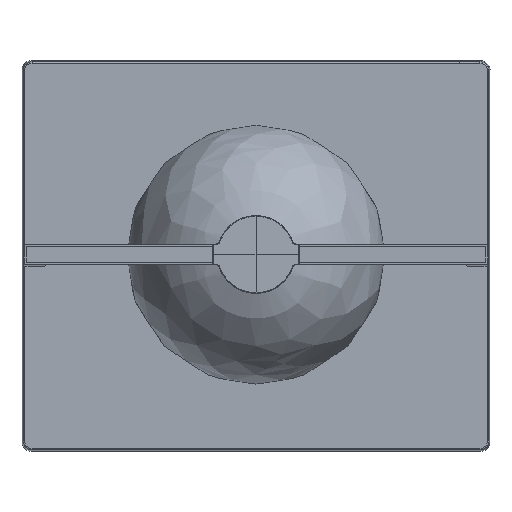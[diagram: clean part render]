
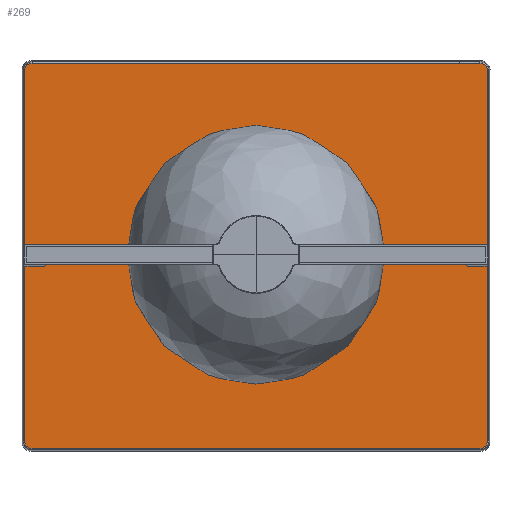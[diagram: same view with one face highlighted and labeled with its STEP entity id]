
A CAD part, top view. The second image highlights one B-rep face of the part: STEP entity #269.
In plain terms, the highlighted planar face has unit normal (0, 0, 1).
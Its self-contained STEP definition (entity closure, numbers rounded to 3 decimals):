
#269=ADVANCED_FACE('',(#534),#4047,.T.);
#534=FACE_OUTER_BOUND('',#805,.T.);
#805=EDGE_LOOP('',(#1624,#1625,#1626,#1627,#1628,#1629,#1630,#1631,#1632,
#1633,#1634));
#1624=ORIENTED_EDGE('',*,*,#2521,.F.);
#1625=ORIENTED_EDGE('',*,*,#2519,.F.);
#1626=ORIENTED_EDGE('',*,*,#2517,.F.);
#1627=ORIENTED_EDGE('',*,*,#2514,.T.);
#1628=ORIENTED_EDGE('',*,*,#2511,.T.);
#1629=ORIENTED_EDGE('',*,*,#2508,.F.);
#1630=ORIENTED_EDGE('',*,*,#2543,.F.);
#1631=ORIENTED_EDGE('',*,*,#2545,.F.);
#1632=ORIENTED_EDGE('',*,*,#2504,.F.);
#1633=ORIENTED_EDGE('',*,*,#2505,.F.);
#1634=ORIENTED_EDGE('',*,*,#2523,.T.);
#2504=EDGE_CURVE('',#3642,#3640,#3269,.T.);
#2505=EDGE_CURVE('',#3643,#3642,#2966,.T.);
#2508=EDGE_CURVE('',#3644,#3645,#2968,.T.);
#2511=EDGE_CURVE('',#3646,#3645,#2971,.T.);
#2514=EDGE_CURVE('',#3648,#3646,#2973,.T.);
#2517=EDGE_CURVE('',#3648,#3649,#2975,.T.);
#2519=EDGE_CURVE('',#3649,#3650,#2977,.T.);
#2521=EDGE_CURVE('',#3650,#3651,#2979,.T.);
#2523=EDGE_CURVE('',#3643,#3651,#2981,.T.);
#2543=EDGE_CURVE('',#3659,#3644,#2990,.T.);
#2545=EDGE_CURVE('',#3640,#3659,#2992,.T.);
#2966=(
BOUNDED_CURVE()
B_SPLINE_CURVE(3,(#10147,#10148,#10149,#10150),.UNSPECIFIED.,.F.,.F.)
B_SPLINE_CURVE_WITH_KNOTS((4,4),(628.263,636.073),
 .UNSPECIFIED.)
CURVE()
GEOMETRIC_REPRESENTATION_ITEM()
RATIONAL_B_SPLINE_CURVE((1.,1.,1.,1.))
REPRESENTATION_ITEM('')
);
#2968=(
BOUNDED_CURVE()
B_SPLINE_CURVE(3,(#10157,#10158,#10159,#10160),.UNSPECIFIED.,.F.,.F.)
B_SPLINE_CURVE_WITH_KNOTS((4,4),(802.281,945.299),
 .UNSPECIFIED.)
CURVE()
GEOMETRIC_REPRESENTATION_ITEM()
RATIONAL_B_SPLINE_CURVE((1.,1.,1.,1.))
REPRESENTATION_ITEM('')
);
#2971=(
BOUNDED_CURVE()
B_SPLINE_CURVE(3,(#10169,#10170,#10171,#10172,#10173,#10174,#10175,#10176,
#10177,#10178,#10179,#10180,#10181,#10182),.UNSPECIFIED.,.F.,.F.)
B_SPLINE_CURVE_WITH_KNOTS((4,2,2,2,2,2,4),(-946.299,-946.286,
-946.114,-945.799,-945.581,-945.313,
-945.299),.UNSPECIFIED.)
CURVE()
GEOMETRIC_REPRESENTATION_ITEM()
RATIONAL_B_SPLINE_CURVE((1.,1.,1.,1.,1.,1.,1.,1.,1.,1.,1.,1.,1.,1.))
REPRESENTATION_ITEM('')
);
#2973=(
BOUNDED_CURVE()
B_SPLINE_CURVE(3,(#10189,#10190,#10191,#10192),.UNSPECIFIED.,.F.,.F.)
B_SPLINE_CURVE_WITH_KNOTS((4,4),(-1111.508,-946.299),
 .UNSPECIFIED.)
CURVE()
GEOMETRIC_REPRESENTATION_ITEM()
RATIONAL_B_SPLINE_CURVE((1.,1.,1.,1.))
REPRESENTATION_ITEM('')
);
#2975=(
BOUNDED_CURVE()
B_SPLINE_CURVE(3,(#10202,#10203,#10204,#10205),.UNSPECIFIED.,.F.,.F.)
B_SPLINE_CURVE_WITH_KNOTS((4,4),(1111.508,1119.318),
 .UNSPECIFIED.)
CURVE()
GEOMETRIC_REPRESENTATION_ITEM()
RATIONAL_B_SPLINE_CURVE((1.,1.,1.,1.))
REPRESENTATION_ITEM('')
);
#2977=(
BOUNDED_CURVE()
B_SPLINE_CURVE(3,(#10210,#10211,#10212,#10213,#10214,#10215,#10216,#10217,
#10218,#10219,#10220,#10221,#10222,#10223),.UNSPECIFIED.,.F.,.F.)
B_SPLINE_CURVE_WITH_KNOTS((4,2,2,2,2,2,4),(1119.318,1119.331,
1119.503,1119.818,1120.036,1120.304,1120.318),
 .UNSPECIFIED.)
CURVE()
GEOMETRIC_REPRESENTATION_ITEM()
RATIONAL_B_SPLINE_CURVE((1.,1.,1.,1.,1.,1.,1.,1.,1.,1.,1.,1.,1.,1.))
REPRESENTATION_ITEM('')
);
#2979=(
BOUNDED_CURVE()
B_SPLINE_CURVE(3,(#10228,#10229,#10230,#10231),.UNSPECIFIED.,.F.,.F.)
B_SPLINE_CURVE_WITH_KNOTS((4,4),(1120.318,1263.336),
 .UNSPECIFIED.)
CURVE()
GEOMETRIC_REPRESENTATION_ITEM()
RATIONAL_B_SPLINE_CURVE((1.,1.,1.,1.))
REPRESENTATION_ITEM('')
);
#2981=(
BOUNDED_CURVE()
B_SPLINE_CURVE(3,(#10236,#10237,#10238,#10239,#10240,#10241,#10242,#10243,
#10244,#10245,#10246,#10247,#10248,#10249),.UNSPECIFIED.,.F.,.F.)
B_SPLINE_CURVE_WITH_KNOTS((4,2,2,2,2,2,4),(-628.263,-628.249,
-628.078,-627.763,-627.544,-627.277,
-627.263),.UNSPECIFIED.)
CURVE()
GEOMETRIC_REPRESENTATION_ITEM()
RATIONAL_B_SPLINE_CURVE((1.,1.,1.,1.,1.,1.,1.,1.,1.,1.,1.,1.,1.,1.))
REPRESENTATION_ITEM('')
);
#2990=(
BOUNDED_CURVE()
B_SPLINE_CURVE(3,(#10319,#10320,#10321,#10322,#10323,#10324,#10325,#10326,
#10327,#10328,#10329,#10330,#10331,#10332),.UNSPECIFIED.,.F.,.F.)
B_SPLINE_CURVE_WITH_KNOTS((4,2,2,2,2,2,4),(801.281,801.295,
801.466,801.781,802.,802.267,802.281),
 .UNSPECIFIED.)
CURVE()
GEOMETRIC_REPRESENTATION_ITEM()
RATIONAL_B_SPLINE_CURVE((1.,1.,1.,1.,1.,1.,1.,1.,1.,1.,1.,1.,1.,1.))
REPRESENTATION_ITEM('')
);
#2992=(
BOUNDED_CURVE()
B_SPLINE_CURVE(3,(#10337,#10338,#10339,#10340),.UNSPECIFIED.,.F.,.F.)
B_SPLINE_CURVE_WITH_KNOTS((4,4),(793.471,801.281),
 .UNSPECIFIED.)
CURVE()
GEOMETRIC_REPRESENTATION_ITEM()
RATIONAL_B_SPLINE_CURVE((1.,1.,1.,1.))
REPRESENTATION_ITEM('')
);
#3269=B_SPLINE_CURVE_WITH_KNOTS('',1,(#10145,#10146),.UNSPECIFIED.,.F.,
 .F.,(2,2),(0.,157.398),.UNSPECIFIED.);
#3640=VERTEX_POINT('',#9613);
#3642=VERTEX_POINT('',#9615);
#3643=VERTEX_POINT('',#9616);
#3644=VERTEX_POINT('',#9617);
#3645=VERTEX_POINT('',#9618);
#3646=VERTEX_POINT('',#9619);
#3648=VERTEX_POINT('',#9621);
#3649=VERTEX_POINT('',#9622);
#3650=VERTEX_POINT('',#9623);
#3651=VERTEX_POINT('',#9624);
#3659=VERTEX_POINT('',#9632);
#4047=PLANE('',#4165);
#4165=AXIS2_PLACEMENT_3D('',#8999,#4266,$);
#4266=DIRECTION('',(0.,0.,1.));
#8999=CARTESIAN_POINT('',(-91.299,75.999,25.));
#9613=CARTESIAN_POINT('',(-78.699,-74.509,25.));
#9615=CARTESIAN_POINT('',(78.699,-74.509,25.));
#9616=CARTESIAN_POINT('',(86.509,-74.509,25.));
#9617=CARTESIAN_POINT('',(-89.509,-71.509,25.));
#9618=CARTESIAN_POINT('',(-89.509,71.509,25.));
#9619=CARTESIAN_POINT('',(-86.509,74.509,25.));
#9621=CARTESIAN_POINT('',(78.699,74.509,25.));
#9622=CARTESIAN_POINT('',(86.509,74.509,25.));
#9623=CARTESIAN_POINT('',(89.509,71.509,25.));
#9624=CARTESIAN_POINT('',(89.509,-71.509,25.));
#9632=CARTESIAN_POINT('',(-86.509,-74.509,25.));
#10145=CARTESIAN_POINT('',(78.699,-74.509,25.));
#10146=CARTESIAN_POINT('',(-78.699,-74.509,25.));
#10147=CARTESIAN_POINT('',(86.509,-74.509,25.));
#10148=CARTESIAN_POINT('',(83.906,-74.509,25.));
#10149=CARTESIAN_POINT('',(81.302,-74.509,25.));
#10150=CARTESIAN_POINT('',(78.699,-74.509,25.));
#10157=CARTESIAN_POINT('',(-89.509,-71.509,25.));
#10158=CARTESIAN_POINT('',(-89.509,-23.836,25.));
#10159=CARTESIAN_POINT('',(-89.509,23.836,25.));
#10160=CARTESIAN_POINT('',(-89.509,71.509,25.));
#10169=CARTESIAN_POINT('',(-86.509,74.509,25.));
#10170=CARTESIAN_POINT('',(-86.531,74.509,25.));
#10171=CARTESIAN_POINT('',(-86.552,74.508,25.));
#10172=CARTESIAN_POINT('',(-86.842,74.502,25.));
#10173=CARTESIAN_POINT('',(-87.109,74.46,25.));
#10174=CARTESIAN_POINT('',(-87.845,74.241,25.));
#10175=CARTESIAN_POINT('',(-88.278,73.982,25.));
#10176=CARTESIAN_POINT('',(-88.874,73.387,25.));
#10177=CARTESIAN_POINT('',(-89.074,73.103,25.));
#10178=CARTESIAN_POINT('',(-89.401,72.409,25.));
#10179=CARTESIAN_POINT('',(-89.499,71.994,25.));
#10180=CARTESIAN_POINT('',(-89.508,71.552,25.));
#10181=CARTESIAN_POINT('',(-89.509,71.531,25.));
#10182=CARTESIAN_POINT('',(-89.509,71.509,25.));
#10189=CARTESIAN_POINT('',(78.699,74.509,25.));
#10190=CARTESIAN_POINT('',(23.63,74.509,25.));
#10191=CARTESIAN_POINT('',(-31.44,74.509,25.));
#10192=CARTESIAN_POINT('',(-86.509,74.509,25.));
#10202=CARTESIAN_POINT('',(78.699,74.509,25.));
#10203=CARTESIAN_POINT('',(81.302,74.509,25.));
#10204=CARTESIAN_POINT('',(83.906,74.509,25.));
#10205=CARTESIAN_POINT('',(86.509,74.509,25.));
#10210=CARTESIAN_POINT('',(86.509,74.509,25.));
#10211=CARTESIAN_POINT('',(86.531,74.509,25.));
#10212=CARTESIAN_POINT('',(86.552,74.508,25.));
#10213=CARTESIAN_POINT('',(86.842,74.502,25.));
#10214=CARTESIAN_POINT('',(87.109,74.46,25.));
#10215=CARTESIAN_POINT('',(87.845,74.241,25.));
#10216=CARTESIAN_POINT('',(88.278,73.982,25.));
#10217=CARTESIAN_POINT('',(88.874,73.387,25.));
#10218=CARTESIAN_POINT('',(89.074,73.103,25.));
#10219=CARTESIAN_POINT('',(89.401,72.409,25.));
#10220=CARTESIAN_POINT('',(89.499,71.994,25.));
#10221=CARTESIAN_POINT('',(89.508,71.552,25.));
#10222=CARTESIAN_POINT('',(89.509,71.531,25.));
#10223=CARTESIAN_POINT('',(89.509,71.509,25.));
#10228=CARTESIAN_POINT('',(89.509,71.509,25.));
#10229=CARTESIAN_POINT('',(89.509,23.836,25.));
#10230=CARTESIAN_POINT('',(89.509,-23.836,25.));
#10231=CARTESIAN_POINT('',(89.509,-71.509,25.));
#10236=CARTESIAN_POINT('',(86.509,-74.509,25.));
#10237=CARTESIAN_POINT('',(86.531,-74.509,25.));
#10238=CARTESIAN_POINT('',(86.552,-74.508,25.));
#10239=CARTESIAN_POINT('',(86.842,-74.502,25.));
#10240=CARTESIAN_POINT('',(87.109,-74.46,25.));
#10241=CARTESIAN_POINT('',(87.845,-74.241,25.));
#10242=CARTESIAN_POINT('',(88.278,-73.982,25.));
#10243=CARTESIAN_POINT('',(88.874,-73.387,25.));
#10244=CARTESIAN_POINT('',(89.074,-73.103,25.));
#10245=CARTESIAN_POINT('',(89.401,-72.409,25.));
#10246=CARTESIAN_POINT('',(89.499,-71.994,25.));
#10247=CARTESIAN_POINT('',(89.508,-71.552,25.));
#10248=CARTESIAN_POINT('',(89.509,-71.531,25.));
#10249=CARTESIAN_POINT('',(89.509,-71.509,25.));
#10319=CARTESIAN_POINT('',(-86.509,-74.509,25.));
#10320=CARTESIAN_POINT('',(-86.531,-74.509,25.));
#10321=CARTESIAN_POINT('',(-86.552,-74.508,25.));
#10322=CARTESIAN_POINT('',(-86.842,-74.502,25.));
#10323=CARTESIAN_POINT('',(-87.109,-74.46,25.));
#10324=CARTESIAN_POINT('',(-87.845,-74.241,25.));
#10325=CARTESIAN_POINT('',(-88.278,-73.982,25.));
#10326=CARTESIAN_POINT('',(-88.874,-73.387,25.));
#10327=CARTESIAN_POINT('',(-89.074,-73.103,25.));
#10328=CARTESIAN_POINT('',(-89.401,-72.409,25.));
#10329=CARTESIAN_POINT('',(-89.499,-71.994,25.));
#10330=CARTESIAN_POINT('',(-89.508,-71.552,25.));
#10331=CARTESIAN_POINT('',(-89.509,-71.531,25.));
#10332=CARTESIAN_POINT('',(-89.509,-71.509,25.));
#10337=CARTESIAN_POINT('',(-78.699,-74.509,25.));
#10338=CARTESIAN_POINT('',(-81.302,-74.509,25.));
#10339=CARTESIAN_POINT('',(-83.906,-74.509,25.));
#10340=CARTESIAN_POINT('',(-86.509,-74.509,25.));
